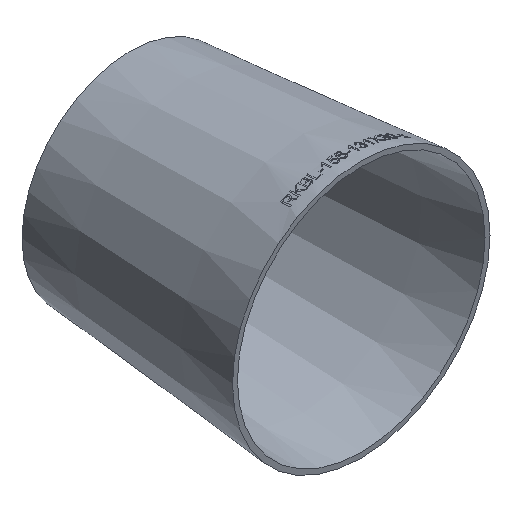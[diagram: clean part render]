
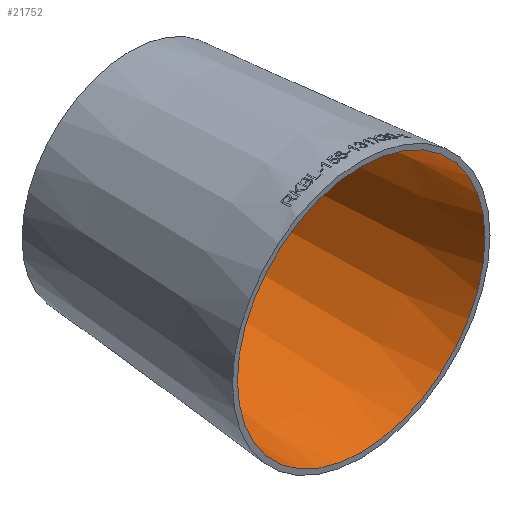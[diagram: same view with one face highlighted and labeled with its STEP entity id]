
A CAD part, isometric view. The second image highlights one B-rep face of the part: STEP entity #21752.
In plain terms, the highlighted conical face has half-angle 5.102 degrees and reference radius 74.988 mm.
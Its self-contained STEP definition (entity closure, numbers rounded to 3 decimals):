
#2982 = EDGE_LOOP ( 'NONE', ( #12523 ) ) ;
#3363 = AXIS2_PLACEMENT_3D ( 'NONE', #19097, #7956, #5649 ) ;
#3515 = DIRECTION ( 'NONE',  ( 0., 0., -1. ) ) ;
#4615 = AXIS2_PLACEMENT_3D ( 'NONE', #25220, #12373, #12082 ) ;
#5169 = AXIS2_PLACEMENT_3D ( 'NONE', #10034, #23335, #3515 ) ;
#5649 = DIRECTION ( 'NONE',  ( 0., 0., -1. ) ) ;
#7521 = EDGE_CURVE ( 'NONE', #26515, #26515, #10154, .T. ) ;
#7956 = DIRECTION ( 'NONE',  ( 0., -1., 0. ) ) ;
#9195 = CARTESIAN_POINT ( 'NONE',  ( 0., 0., -74.988 ) ) ;
#9374 = CIRCLE ( 'NONE', #3363, 62.488 ) ;
#10034 = CARTESIAN_POINT ( 'NONE',  ( 0., 0., 0. ) ) ;
#10154 = CIRCLE ( 'NONE', #4615, 74.988 ) ;
#12082 = DIRECTION ( 'NONE',  ( 0., 0., -1. ) ) ;
#12373 = DIRECTION ( 'NONE',  ( 0., -1., 0. ) ) ;
#12523 = ORIENTED_EDGE ( 'NONE', *, *, #20412, .F. ) ;
#15582 = VERTEX_POINT ( 'NONE', #17895 ) ;
#17895 = CARTESIAN_POINT ( 'NONE',  ( 0., 140., -62.488 ) ) ;
#18115 = CONICAL_SURFACE ( 'NONE', #5169, 74.988, 0.089 ) ;
#18733 = FACE_OUTER_BOUND ( 'NONE', #22934, .T. ) ;
#19097 = CARTESIAN_POINT ( 'NONE',  ( 0., 140., 0. ) ) ;
#20359 = ORIENTED_EDGE ( 'NONE', *, *, #7521, .T. ) ;
#20412 = EDGE_CURVE ( 'NONE', #15582, #15582, #9374, .T. ) ;
#21752 = ADVANCED_FACE ( 'NONE', ( #25200, #18733 ), #18115, .F. ) ;
#22934 = EDGE_LOOP ( 'NONE', ( #20359 ) ) ;
#23335 = DIRECTION ( 'NONE',  ( 0., -1., 0. ) ) ;
#25200 = FACE_BOUND ( 'NONE', #2982, .T. ) ;
#25220 = CARTESIAN_POINT ( 'NONE',  ( 0., 0., 0. ) ) ;
#26515 = VERTEX_POINT ( 'NONE', #9195 ) ;
